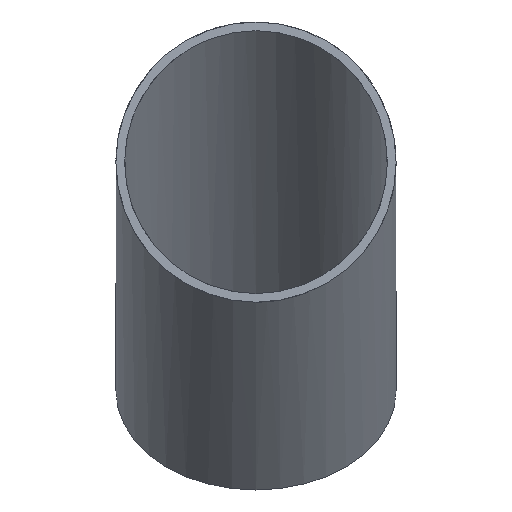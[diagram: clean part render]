
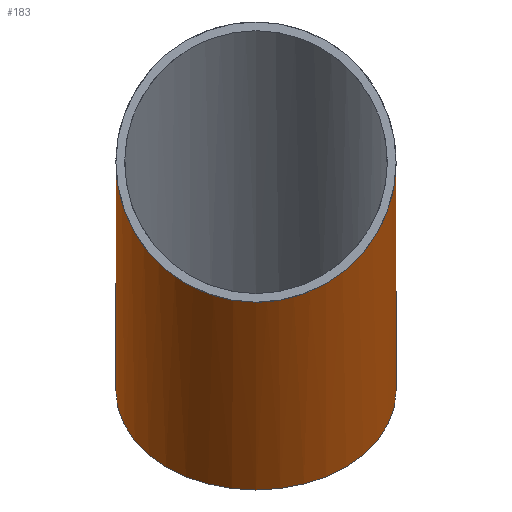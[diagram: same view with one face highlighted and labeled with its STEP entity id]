
A CAD part, front view. The second image highlights one B-rep face of the part: STEP entity #183.
In plain terms, the highlighted cylindrical face has radius 54.991 mm (diameter 109.982 mm), a full revolution.
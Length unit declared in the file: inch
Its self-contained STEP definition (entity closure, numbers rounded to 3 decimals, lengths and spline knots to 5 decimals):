
#4 = CARTESIAN_POINT ( 'NONE',  ( -4.33, 0.89677, 2.165 ) ) ;
#12 = CARTESIAN_POINT ( 'NONE',  ( 0., -0.89677, -2.165 ) ) ;
#16 = CARTESIAN_POINT ( 'NONE',  ( 4.33, 0.89677, 2.165 ) ) ;
#29 = VERTEX_POINT ( 'NONE', #131 ) ;
#35 = FACE_OUTER_BOUND ( 'NONE', #97, .T. ) ;
#44 = CIRCLE ( 'NONE', #208, 2.165 ) ;
#65 = AXIS2_PLACEMENT_3D ( 'NONE', #109, #123, #188 ) ;
#66 = FACE_OUTER_BOUND ( 'NONE', #211, .T. ) ;
#69 = CARTESIAN_POINT ( 'NONE',  ( 0., 3.53553, -3.53553 ) ) ;
#70 = CARTESIAN_POINT ( 'NONE',  ( 0., 0.89677, 2.165 ) ) ;
#76 = CARTESIAN_POINT ( 'NONE',  ( 4.33, -0.89677, -2.165 ) ) ;
#81 = ORIENTED_EDGE ( 'NONE', *, *, #137, .T. ) ;
#96 = DIRECTION ( 'NONE',  ( 0., -0.707, 0.707 ) ) ;
#97 = EDGE_LOOP ( 'NONE', ( #124 ) ) ;
#104 = CARTESIAN_POINT ( 'NONE',  ( 0., 5.06642, -2.00465 ) ) ;
#109 = CARTESIAN_POINT ( 'NONE',  ( 0., 0., 0. ) ) ;
#111 =( BOUNDED_CURVE ( )  B_SPLINE_CURVE ( 3, ( #12, #213, #4, #70, #16, #76, #175 ),
 .UNSPECIFIED., .T., .T. ) 
 B_SPLINE_CURVE_WITH_KNOTS ( ( 4, 3, 4 ),
 ( 0., 3.14159, 6.28319 ),
 .UNSPECIFIED. ) 
 CURVE ( )  GEOMETRIC_REPRESENTATION_ITEM ( )  RATIONAL_B_SPLINE_CURVE ( ( 1., 0.333, 0.333, 1., 0.333, 0.333, 1. ) ) 
 REPRESENTATION_ITEM ( '' )  );
#115 = VERTEX_POINT ( 'NONE', #104 ) ;
#116 = DIRECTION ( 'NONE',  ( 0., 0.707, 0.707 ) ) ;
#123 = DIRECTION ( 'NONE',  ( 0., 0.707, -0.707 ) ) ;
#124 = ORIENTED_EDGE ( 'NONE', *, *, #129, .T. ) ;
#129 = EDGE_CURVE ( 'NONE', #29, #29, #111, .T. ) ;
#131 = CARTESIAN_POINT ( 'NONE',  ( 0., -0.89677, -2.165 ) ) ;
#137 = EDGE_CURVE ( 'NONE', #115, #115, #44, .T. ) ;
#140 = CYLINDRICAL_SURFACE ( 'NONE', #65, 2.165 ) ;
#175 = CARTESIAN_POINT ( 'NONE',  ( 0., -0.89677, -2.165 ) ) ;
#183 = ADVANCED_FACE ( 'NONE', ( #35, #66 ), #140, .T. ) ;
#188 = DIRECTION ( 'NONE',  ( 0., 0.707, 0.707 ) ) ;
#208 = AXIS2_PLACEMENT_3D ( 'NONE', #69, #96, #116 ) ;
#211 = EDGE_LOOP ( 'NONE', ( #81 ) ) ;
#213 = CARTESIAN_POINT ( 'NONE',  ( -4.33, -0.89677, -2.165 ) ) ;
